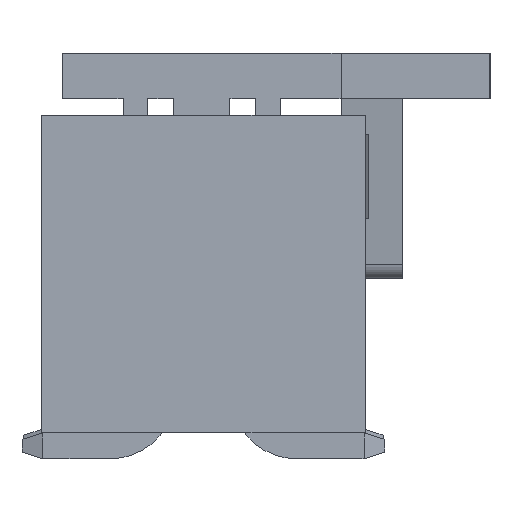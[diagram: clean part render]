
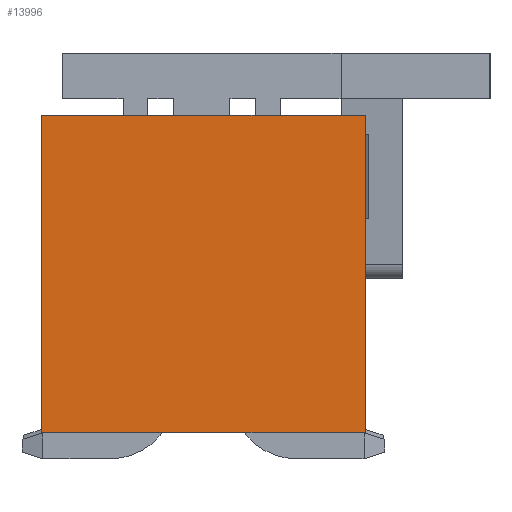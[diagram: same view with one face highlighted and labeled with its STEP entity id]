
A CAD part, left-side view. The second image highlights one B-rep face of the part: STEP entity #13996.
In plain terms, the highlighted planar face has unit normal (-1, 0, 0).
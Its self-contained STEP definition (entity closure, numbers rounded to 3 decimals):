
#2041=ORIENTED_EDGE('',*,*,#4081,.F.);
#2042=ORIENTED_EDGE('',*,*,#4054,.F.);
#2043=ORIENTED_EDGE('',*,*,#3283,.T.);
#2044=ORIENTED_EDGE('',*,*,#4330,.T.);
#3283=EDGE_CURVE('',#4818,#4817,#5807,.T.);
#4054=EDGE_CURVE('',#4818,#5358,#6578,.T.);
#4081=EDGE_CURVE('',#5358,#5365,#6605,.T.);
#4330=EDGE_CURVE('',#4817,#5365,#6854,.T.);
#4817=VERTEX_POINT('',#17476);
#4818=VERTEX_POINT('',#17478);
#5358=VERTEX_POINT('',#18999);
#5365=VERTEX_POINT('',#19034);
#5807=LINE('',#17477,#7333);
#6578=LINE('',#18998,#8104);
#6605=LINE('',#19033,#8131);
#6854=LINE('',#19529,#8380);
#7333=VECTOR('',#14819,1000.);
#8104=VECTOR('',#16010,1000.);
#8131=VECTOR('',#16039,1000.);
#8380=VECTOR('',#16418,1000.);
#9168=EDGE_LOOP('',(#2041,#2042,#2043,#2044));
#9720=FACE_BOUND('',#9168,.T.);
#10231=PLANE('',#14522);
#13996=ADVANCED_FACE('',(#9720),#10231,.T.);
#14522=AXIS2_PLACEMENT_3D('',#19530,#16419,#16420);
#14819=DIRECTION('',(0.,0.,1.));
#16010=DIRECTION('',(0.,1.,0.));
#16039=DIRECTION('',(0.,0.,1.));
#16418=DIRECTION('',(0.,1.,0.));
#16419=DIRECTION('',(-1.,0.,0.));
#16420=DIRECTION('',(0.,0.,1.));
#17476=CARTESIAN_POINT('',(-15.875,-2.5,2.45));
#17477=CARTESIAN_POINT('',(-15.875,-2.5,-2.45));
#17478=CARTESIAN_POINT('',(-15.875,-2.5,-2.45));
#18998=CARTESIAN_POINT('',(-15.875,-2.5,-2.45));
#18999=CARTESIAN_POINT('',(-15.875,2.5,-2.45));
#19033=CARTESIAN_POINT('',(-15.875,2.5,-2.45));
#19034=CARTESIAN_POINT('',(-15.875,2.5,2.45));
#19529=CARTESIAN_POINT('',(-15.875,-2.5,2.45));
#19530=CARTESIAN_POINT('',(-15.875,-2.5,-2.45));
